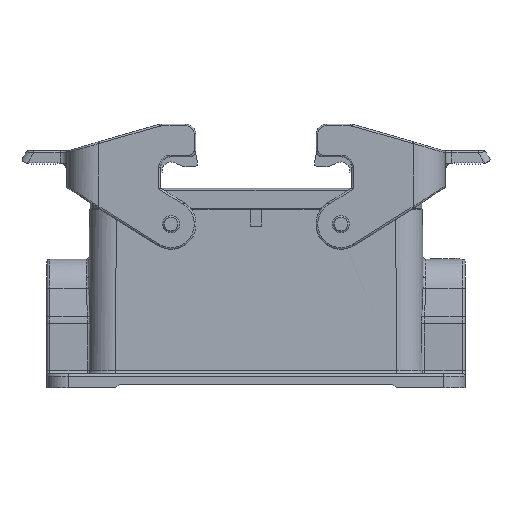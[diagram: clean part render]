
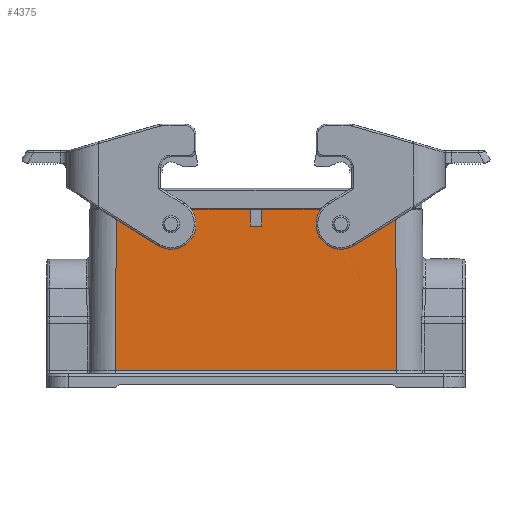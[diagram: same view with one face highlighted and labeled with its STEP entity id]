
A CAD part, front view. The second image highlights one B-rep face of the part: STEP entity #4375.
In plain terms, the highlighted planar face has unit normal (0, -1, 0.007).
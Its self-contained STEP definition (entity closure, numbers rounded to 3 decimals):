
#4375=ADVANCED_FACE('',(#7797,#7798,#7799),#5123,.F.);
#5123=PLANE('',#16345);
#5460=B_SPLINE_CURVE_WITH_KNOTS('',3,(#22216,#22217,#22218,#22219,#22220,
#22221,#22222,#22223,#22224,#22225),.UNSPECIFIED.,.F.,.F.,(4,2,2,2,4),(0.,
0.25,0.5,0.75,1.),.UNSPECIFIED.);
#5461=B_SPLINE_CURVE_WITH_KNOTS('',3,(#22229,#22230,#22231,#22232,#22233,
#22234,#22235,#22236,#22237,#22238),.UNSPECIFIED.,.F.,.F.,(4,2,2,2,4),(0.,
0.25,0.5,0.75,1.),.UNSPECIFIED.);
#5462=B_SPLINE_CURVE_WITH_KNOTS('',3,(#22242,#22243,#22244,#22245,#22246,
#22247,#22248,#22249,#22250,#22251),.UNSPECIFIED.,.F.,.F.,(4,2,2,2,4),(0.,
0.25,0.5,0.75,1.),.UNSPECIFIED.);
#5463=B_SPLINE_CURVE_WITH_KNOTS('',3,(#22255,#22256,#22257,#22258,#22259,
#22260,#22261,#22262,#22263,#22264),.UNSPECIFIED.,.F.,.F.,(4,2,2,2,4),(0.,
0.25,0.5,0.75,1.),.UNSPECIFIED.);
#5751=LINE('',#21799,#6825);
#5755=LINE('',#21816,#6829);
#5860=LINE('',#22213,#6934);
#5861=LINE('',#22227,#6935);
#5862=LINE('',#22239,#6936);
#5863=LINE('',#22253,#6937);
#5864=LINE('',#22265,#6938);
#5865=LINE('',#22267,#6939);
#5866=LINE('',#22269,#6940);
#5867=LINE('',#22270,#6941);
#5868=LINE('',#22272,#6942);
#5869=LINE('',#22274,#6943);
#6825=VECTOR('',#17756,1.);
#6829=VECTOR('',#17768,1.);
#6934=VECTOR('',#18035,1.);
#6935=VECTOR('',#18036,1.);
#6936=VECTOR('',#18037,1.);
#6937=VECTOR('',#18038,1.);
#6938=VECTOR('',#18039,1.);
#6939=VECTOR('',#18040,1.);
#6940=VECTOR('',#18041,1.);
#6941=VECTOR('',#18042,1.);
#6942=VECTOR('',#18043,1.);
#6943=VECTOR('',#18044,1.);
#7797=FACE_BOUND('',#8000,.T.);
#7798=FACE_BOUND('',#8001,.T.);
#7799=FACE_BOUND('',#8002,.T.);
#8000=EDGE_LOOP('',(#9234,#9235,#9236,#9237));
#8001=EDGE_LOOP('',(#9238,#9239,#9240,#9241));
#8002=EDGE_LOOP('',(#9242,#9243,#9244,#9245,#9246,#9247,#9248,#9249));
#9234=ORIENTED_EDGE('',*,*,#14110,.T.);
#9235=ORIENTED_EDGE('',*,*,#14111,.T.);
#9236=ORIENTED_EDGE('',*,*,#14112,.T.);
#9237=ORIENTED_EDGE('',*,*,#14113,.T.);
#9238=ORIENTED_EDGE('',*,*,#14114,.T.);
#9239=ORIENTED_EDGE('',*,*,#14115,.T.);
#9240=ORIENTED_EDGE('',*,*,#14116,.T.);
#9241=ORIENTED_EDGE('',*,*,#14117,.T.);
#9242=ORIENTED_EDGE('',*,*,#14118,.T.);
#9243=ORIENTED_EDGE('',*,*,#14119,.T.);
#9244=ORIENTED_EDGE('',*,*,#14120,.T.);
#9245=ORIENTED_EDGE('',*,*,#13938,.T.);
#9246=ORIENTED_EDGE('',*,*,#14121,.T.);
#9247=ORIENTED_EDGE('',*,*,#14122,.T.);
#9248=ORIENTED_EDGE('',*,*,#14123,.T.);
#9249=ORIENTED_EDGE('',*,*,#13946,.T.);
#12718=VERTEX_POINT('',#21800);
#12719=VERTEX_POINT('',#21801);
#12726=VERTEX_POINT('',#21815);
#12727=VERTEX_POINT('',#21817);
#12866=VERTEX_POINT('',#22214);
#12867=VERTEX_POINT('',#22215);
#12868=VERTEX_POINT('',#22226);
#12869=VERTEX_POINT('',#22228);
#12870=VERTEX_POINT('',#22240);
#12871=VERTEX_POINT('',#22241);
#12872=VERTEX_POINT('',#22252);
#12873=VERTEX_POINT('',#22254);
#12874=VERTEX_POINT('',#22266);
#12875=VERTEX_POINT('',#22268);
#12876=VERTEX_POINT('',#22271);
#12877=VERTEX_POINT('',#22273);
#13938=EDGE_CURVE('',#12718,#12719,#5751,.T.);
#13946=EDGE_CURVE('',#12727,#12726,#5755,.T.);
#14110=EDGE_CURVE('',#12866,#12867,#5860,.T.);
#14111=EDGE_CURVE('',#12867,#12868,#5460,.T.);
#14112=EDGE_CURVE('',#12868,#12869,#5861,.T.);
#14113=EDGE_CURVE('',#12869,#12866,#5461,.T.);
#14114=EDGE_CURVE('',#12870,#12871,#5862,.T.);
#14115=EDGE_CURVE('',#12871,#12872,#5462,.T.);
#14116=EDGE_CURVE('',#12872,#12873,#5863,.T.);
#14117=EDGE_CURVE('',#12873,#12870,#5463,.T.);
#14118=EDGE_CURVE('',#12726,#12874,#5864,.T.);
#14119=EDGE_CURVE('',#12874,#12875,#5865,.T.);
#14120=EDGE_CURVE('',#12875,#12718,#5866,.T.);
#14121=EDGE_CURVE('',#12719,#12876,#5867,.T.);
#14122=EDGE_CURVE('',#12876,#12877,#5868,.T.);
#14123=EDGE_CURVE('',#12877,#12727,#5869,.T.);
#16345=AXIS2_PLACEMENT_3D('',#22275,#18045,#18046);
#17756=DIRECTION('',(-1.,0.,0.));
#17768=DIRECTION('',(-1.,0.,0.));
#18035=DIRECTION('',(1.,0.,0.));
#18036=DIRECTION('',(1.,0.,0.));
#18037=DIRECTION('',(1.,0.,0.));
#18038=DIRECTION('',(1.,0.,0.));
#18039=DIRECTION('',(-0.007,-0.007,-1.));
#18040=DIRECTION('',(1.,0.,0.));
#18041=DIRECTION('',(-0.007,0.007,1.));
#18042=DIRECTION('',(0.,-0.007,-1.));
#18043=DIRECTION('',(-1.,0.,0.));
#18044=DIRECTION('',(0.,0.007,1.));
#18045=DIRECTION('',(0.,1.,-0.007));
#18046=DIRECTION('',(0.,-0.007,-1.));
#21799=CARTESIAN_POINT('',(-200.,-21.5,5.7));
#21800=CARTESIAN_POINT('',(39.05,-21.5,5.7));
#21801=CARTESIAN_POINT('',(1.6,-21.5,5.7));
#21815=CARTESIAN_POINT('',(-39.05,-21.5,5.7));
#21816=CARTESIAN_POINT('',(-200.,-21.5,5.7));
#21817=CARTESIAN_POINT('',(-1.6,-21.5,5.7));
#22213=CARTESIAN_POINT('',(-200.,-21.529,1.55));
#22214=CARTESIAN_POINT('',(25.75,-21.529,1.55));
#22215=CARTESIAN_POINT('',(27.25,-21.529,1.55));
#22216=CARTESIAN_POINT('',(27.25,-21.529,1.55));
#22217=CARTESIAN_POINT('',(27.25,-21.536,0.584));
#22218=CARTESIAN_POINT('',(26.908,-21.542,-0.242));
#22219=CARTESIAN_POINT('',(25.542,-21.552,-1.608));
#22220=CARTESIAN_POINT('',(24.716,-21.554,-1.95));
#22221=CARTESIAN_POINT('',(22.784,-21.554,-1.95));
#22222=CARTESIAN_POINT('',(21.959,-21.552,-1.608));
#22223=CARTESIAN_POINT('',(20.592,-21.542,-0.242));
#22224=CARTESIAN_POINT('',(20.25,-21.536,0.583));
#22225=CARTESIAN_POINT('',(20.25,-21.529,1.55));
#22226=CARTESIAN_POINT('',(20.25,-21.529,1.55));
#22227=CARTESIAN_POINT('',(-200.,-21.529,1.55));
#22228=CARTESIAN_POINT('',(21.75,-21.529,1.55));
#22229=CARTESIAN_POINT('',(21.75,-21.529,1.55));
#22230=CARTESIAN_POINT('',(21.75,-21.525,2.102));
#22231=CARTESIAN_POINT('',(21.945,-21.522,2.574));
#22232=CARTESIAN_POINT('',(22.726,-21.517,3.355));
#22233=CARTESIAN_POINT('',(23.198,-21.515,3.55));
#22234=CARTESIAN_POINT('',(24.302,-21.515,3.55));
#22235=CARTESIAN_POINT('',(24.774,-21.517,3.355));
#22236=CARTESIAN_POINT('',(25.554,-21.522,2.574));
#22237=CARTESIAN_POINT('',(25.75,-21.525,2.102));
#22238=CARTESIAN_POINT('',(25.75,-21.529,1.55));
#22239=CARTESIAN_POINT('',(-200.,-21.529,1.55));
#22240=CARTESIAN_POINT('',(-21.75,-21.529,1.55));
#22241=CARTESIAN_POINT('',(-20.25,-21.529,1.55));
#22242=CARTESIAN_POINT('',(-20.25,-21.529,1.55));
#22243=CARTESIAN_POINT('',(-20.25,-21.536,0.584));
#22244=CARTESIAN_POINT('',(-20.592,-21.542,-0.242));
#22245=CARTESIAN_POINT('',(-21.958,-21.552,-1.608));
#22246=CARTESIAN_POINT('',(-22.784,-21.554,-1.95));
#22247=CARTESIAN_POINT('',(-24.716,-21.554,-1.95));
#22248=CARTESIAN_POINT('',(-25.541,-21.552,-1.608));
#22249=CARTESIAN_POINT('',(-26.908,-21.542,-0.242));
#22250=CARTESIAN_POINT('',(-27.25,-21.536,0.583));
#22251=CARTESIAN_POINT('',(-27.25,-21.529,1.55));
#22252=CARTESIAN_POINT('',(-27.25,-21.529,1.55));
#22253=CARTESIAN_POINT('',(-200.,-21.529,1.55));
#22254=CARTESIAN_POINT('',(-25.75,-21.529,1.55));
#22255=CARTESIAN_POINT('',(-25.75,-21.529,1.55));
#22256=CARTESIAN_POINT('',(-25.75,-21.525,2.102));
#22257=CARTESIAN_POINT('',(-25.555,-21.522,2.574));
#22258=CARTESIAN_POINT('',(-24.774,-21.517,3.355));
#22259=CARTESIAN_POINT('',(-24.302,-21.515,3.55));
#22260=CARTESIAN_POINT('',(-23.198,-21.515,3.55));
#22261=CARTESIAN_POINT('',(-22.726,-21.517,3.355));
#22262=CARTESIAN_POINT('',(-21.946,-21.522,2.574));
#22263=CARTESIAN_POINT('',(-21.75,-21.525,2.102));
#22264=CARTESIAN_POINT('',(-21.75,-21.529,1.55));
#22265=CARTESIAN_POINT('',(-39.351,-21.825,-40.299));
#22266=CARTESIAN_POINT('',(-39.345,-21.819,-39.456));
#22267=CARTESIAN_POINT('',(-200.,-21.819,-39.456));
#22268=CARTESIAN_POINT('',(39.345,-21.819,-39.456));
#22269=CARTESIAN_POINT('',(39.051,-21.5,5.651));
#22270=CARTESIAN_POINT('',(1.6,-21.5,5.7));
#22271=CARTESIAN_POINT('',(1.6,-21.533,1.));
#22272=CARTESIAN_POINT('',(-200.,-21.533,1.));
#22273=CARTESIAN_POINT('',(-1.6,-21.533,1.));
#22274=CARTESIAN_POINT('',(-1.6,-21.5,5.7));
#22275=CARTESIAN_POINT('',(-200.,-21.5,5.7));
